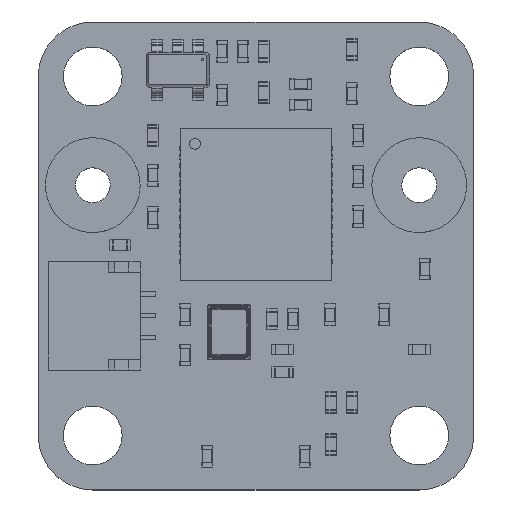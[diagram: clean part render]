
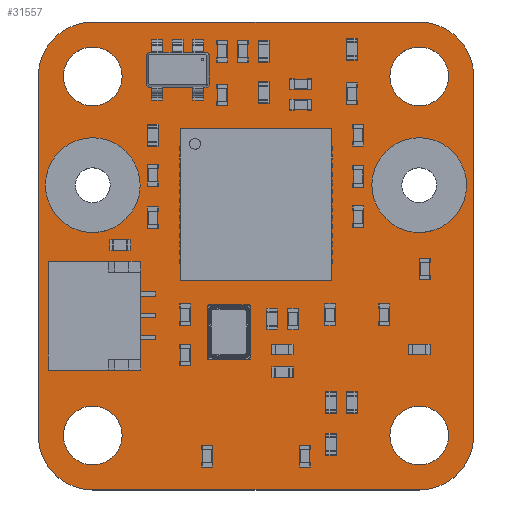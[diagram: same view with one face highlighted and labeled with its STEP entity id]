
A CAD part, top view. The second image highlights one B-rep face of the part: STEP entity #31557.
In plain terms, the highlighted planar face has unit normal (0, 0, 1).
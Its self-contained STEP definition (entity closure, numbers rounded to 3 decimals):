
#31342 = VERTEX_POINT('',#31343);
#31343 = CARTESIAN_POINT('',(45.,-147.5,1.51));
#31349 = EDGE_CURVE('',#31342,#31350,#31352,.T.);
#31350 = VERTEX_POINT('',#31351);
#31351 = CARTESIAN_POINT('',(47.5,-150.,1.51));
#31352 = CIRCLE('',#31353,2.5);
#31353 = AXIS2_PLACEMENT_3D('',#31354,#31355,#31356);
#31354 = CARTESIAN_POINT('',(45.,-150.,1.51));
#31355 = DIRECTION('',(0.,0.,-1.));
#31356 = DIRECTION('',(0.,1.,0.));
#31384 = VERTEX_POINT('',#31385);
#31385 = CARTESIAN_POINT('',(30.,-147.5,1.51));
#31391 = EDGE_CURVE('',#31384,#31342,#31392,.T.);
#31392 = LINE('',#31393,#31394);
#31393 = CARTESIAN_POINT('',(30.,-147.5,1.51));
#31394 = VECTOR('',#31395,1.);
#31395 = DIRECTION('',(1.,0.,0.));
#31413 = EDGE_CURVE('',#31350,#31414,#31416,.T.);
#31414 = VERTEX_POINT('',#31415);
#31415 = CARTESIAN_POINT('',(47.5,-166.5,1.51));
#31416 = LINE('',#31417,#31418);
#31417 = CARTESIAN_POINT('',(47.5,-150.,1.51));
#31418 = VECTOR('',#31419,1.);
#31419 = DIRECTION('',(0.,-1.,0.));
#31557 = ADVANCED_FACE('',(#31558,#31604,#31615,#31626,#31637,#31648,
    #31659),#31670,.T.);
#31558 = FACE_BOUND('',#31559,.T.);
#31559 = EDGE_LOOP('',(#31560,#31561,#31562,#31571,#31579,#31588,#31596,
    #31603));
#31560 = ORIENTED_EDGE('',*,*,#31349,.F.);
#31561 = ORIENTED_EDGE('',*,*,#31391,.F.);
#31562 = ORIENTED_EDGE('',*,*,#31563,.F.);
#31563 = EDGE_CURVE('',#31564,#31384,#31566,.T.);
#31564 = VERTEX_POINT('',#31565);
#31565 = CARTESIAN_POINT('',(27.5,-150.,1.51));
#31566 = CIRCLE('',#31567,2.5);
#31567 = AXIS2_PLACEMENT_3D('',#31568,#31569,#31570);
#31568 = CARTESIAN_POINT('',(30.,-150.,1.51));
#31569 = DIRECTION('',(0.,0.,-1.));
#31570 = DIRECTION('',(-1.,0.,-0.));
#31571 = ORIENTED_EDGE('',*,*,#31572,.F.);
#31572 = EDGE_CURVE('',#31573,#31564,#31575,.T.);
#31573 = VERTEX_POINT('',#31574);
#31574 = CARTESIAN_POINT('',(27.5,-166.5,1.51));
#31575 = LINE('',#31576,#31577);
#31576 = CARTESIAN_POINT('',(27.5,-166.5,1.51));
#31577 = VECTOR('',#31578,1.);
#31578 = DIRECTION('',(0.,1.,0.));
#31579 = ORIENTED_EDGE('',*,*,#31580,.F.);
#31580 = EDGE_CURVE('',#31581,#31573,#31583,.T.);
#31581 = VERTEX_POINT('',#31582);
#31582 = CARTESIAN_POINT('',(30.,-169.,1.51));
#31583 = CIRCLE('',#31584,2.5);
#31584 = AXIS2_PLACEMENT_3D('',#31585,#31586,#31587);
#31585 = CARTESIAN_POINT('',(30.,-166.5,1.51));
#31586 = DIRECTION('',(0.,0.,-1.));
#31587 = DIRECTION('',(0.,-1.,0.));
#31588 = ORIENTED_EDGE('',*,*,#31589,.F.);
#31589 = EDGE_CURVE('',#31590,#31581,#31592,.T.);
#31590 = VERTEX_POINT('',#31591);
#31591 = CARTESIAN_POINT('',(45.,-169.,1.51));
#31592 = LINE('',#31593,#31594);
#31593 = CARTESIAN_POINT('',(45.,-169.,1.51));
#31594 = VECTOR('',#31595,1.);
#31595 = DIRECTION('',(-1.,0.,0.));
#31596 = ORIENTED_EDGE('',*,*,#31597,.F.);
#31597 = EDGE_CURVE('',#31414,#31590,#31598,.T.);
#31598 = CIRCLE('',#31599,2.5);
#31599 = AXIS2_PLACEMENT_3D('',#31600,#31601,#31602);
#31600 = CARTESIAN_POINT('',(45.,-166.5,1.51));
#31601 = DIRECTION('',(0.,0.,-1.));
#31602 = DIRECTION('',(1.,0.,0.));
#31603 = ORIENTED_EDGE('',*,*,#31413,.F.);
#31604 = FACE_BOUND('',#31605,.T.);
#31605 = EDGE_LOOP('',(#31606));
#31606 = ORIENTED_EDGE('',*,*,#31607,.T.);
#31607 = EDGE_CURVE('',#31608,#31608,#31610,.T.);
#31608 = VERTEX_POINT('',#31609);
#31609 = CARTESIAN_POINT('',(30.,-167.85,1.51));
#31610 = CIRCLE('',#31611,1.35);
#31611 = AXIS2_PLACEMENT_3D('',#31612,#31613,#31614);
#31612 = CARTESIAN_POINT('',(30.,-166.5,1.51));
#31613 = DIRECTION('',(-0.,0.,-1.));
#31614 = DIRECTION('',(-0.,-1.,0.));
#31615 = FACE_BOUND('',#31616,.T.);
#31616 = EDGE_LOOP('',(#31617));
#31617 = ORIENTED_EDGE('',*,*,#31618,.T.);
#31618 = EDGE_CURVE('',#31619,#31619,#31621,.T.);
#31619 = VERTEX_POINT('',#31620);
#31620 = CARTESIAN_POINT('',(45.,-167.85,1.51));
#31621 = CIRCLE('',#31622,1.35);
#31622 = AXIS2_PLACEMENT_3D('',#31623,#31624,#31625);
#31623 = CARTESIAN_POINT('',(45.,-166.5,1.51));
#31624 = DIRECTION('',(-0.,0.,-1.));
#31625 = DIRECTION('',(-0.,-1.,0.));
#31626 = FACE_BOUND('',#31627,.T.);
#31627 = EDGE_LOOP('',(#31628));
#31628 = ORIENTED_EDGE('',*,*,#31629,.T.);
#31629 = EDGE_CURVE('',#31630,#31630,#31632,.T.);
#31630 = VERTEX_POINT('',#31631);
#31631 = CARTESIAN_POINT('',(30.,-156.45,1.51));
#31632 = CIRCLE('',#31633,1.45);
#31633 = AXIS2_PLACEMENT_3D('',#31634,#31635,#31636);
#31634 = CARTESIAN_POINT('',(30.,-155.,1.51));
#31635 = DIRECTION('',(-0.,0.,-1.));
#31636 = DIRECTION('',(-0.,-1.,0.));
#31637 = FACE_BOUND('',#31638,.T.);
#31638 = EDGE_LOOP('',(#31639));
#31639 = ORIENTED_EDGE('',*,*,#31640,.T.);
#31640 = EDGE_CURVE('',#31641,#31641,#31643,.T.);
#31641 = VERTEX_POINT('',#31642);
#31642 = CARTESIAN_POINT('',(30.,-151.35,1.51));
#31643 = CIRCLE('',#31644,1.35);
#31644 = AXIS2_PLACEMENT_3D('',#31645,#31646,#31647);
#31645 = CARTESIAN_POINT('',(30.,-150.,1.51));
#31646 = DIRECTION('',(-0.,0.,-1.));
#31647 = DIRECTION('',(-0.,-1.,0.));
#31648 = FACE_BOUND('',#31649,.T.);
#31649 = EDGE_LOOP('',(#31650));
#31650 = ORIENTED_EDGE('',*,*,#31651,.T.);
#31651 = EDGE_CURVE('',#31652,#31652,#31654,.T.);
#31652 = VERTEX_POINT('',#31653);
#31653 = CARTESIAN_POINT('',(45.,-156.45,1.51));
#31654 = CIRCLE('',#31655,1.45);
#31655 = AXIS2_PLACEMENT_3D('',#31656,#31657,#31658);
#31656 = CARTESIAN_POINT('',(45.,-155.,1.51));
#31657 = DIRECTION('',(-0.,0.,-1.));
#31658 = DIRECTION('',(-0.,-1.,0.));
#31659 = FACE_BOUND('',#31660,.T.);
#31660 = EDGE_LOOP('',(#31661));
#31661 = ORIENTED_EDGE('',*,*,#31662,.T.);
#31662 = EDGE_CURVE('',#31663,#31663,#31665,.T.);
#31663 = VERTEX_POINT('',#31664);
#31664 = CARTESIAN_POINT('',(45.,-151.35,1.51));
#31665 = CIRCLE('',#31666,1.35);
#31666 = AXIS2_PLACEMENT_3D('',#31667,#31668,#31669);
#31667 = CARTESIAN_POINT('',(45.,-150.,1.51));
#31668 = DIRECTION('',(-0.,0.,-1.));
#31669 = DIRECTION('',(-0.,-1.,0.));
#31670 = PLANE('',#31671);
#31671 = AXIS2_PLACEMENT_3D('',#31672,#31673,#31674);
#31672 = CARTESIAN_POINT('',(0.,0.,1.51));
#31673 = DIRECTION('',(0.,0.,1.));
#31674 = DIRECTION('',(1.,0.,-0.));
